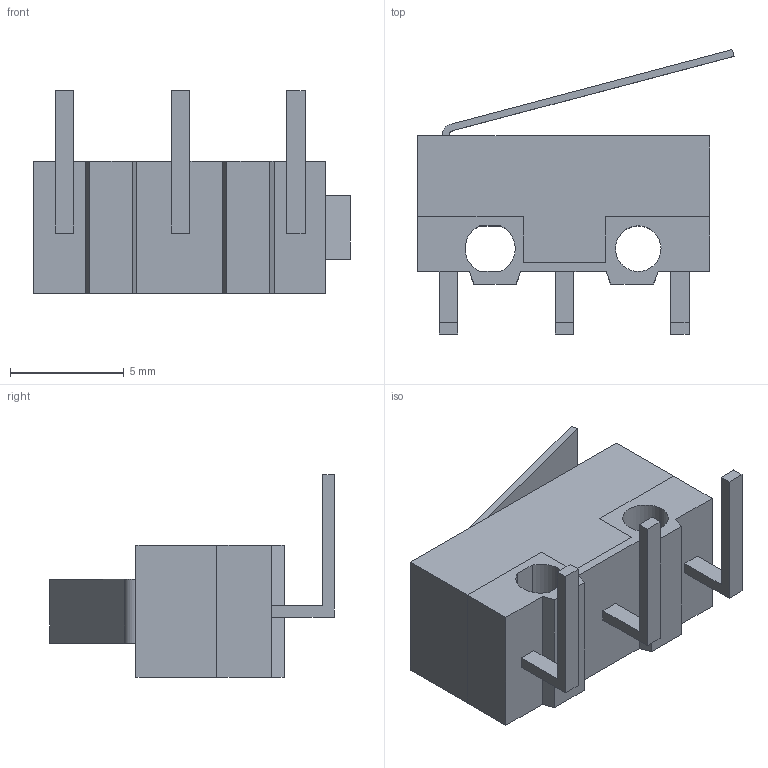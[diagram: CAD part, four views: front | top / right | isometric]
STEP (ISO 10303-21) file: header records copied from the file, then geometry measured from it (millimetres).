
FILE_DESCRIPTION(/* description */ (''),/* implementation_level */ '2;1');
FILE_NAME(/* name */ 'Little Switch - LH v2.step',/* time_stamp */ '2019-08-12T20:50:00+01:00',/* author */ (''),/* organization */ (''),/* preprocessor_version */ 'ST-DEVELOPER v18',/* originating_system */ 'Autodesk Translation Framework v8.2.0.1029',/* authorisation */ '');
FILE_SCHEMA (('AUTOMOTIVE_DESIGN { 1 0 10303 214 3 1 1 }'));
Length unit declared in the file: millimetre
Products named in the file (1): Little Switch - LH
Bounding box: 13.88 x 12.48 x 8.9 mm (x, y, z)
Volume: 436.7 mm3; surface area: 793.4 mm2
Topology: 6 solids, 6 shells, 65 faces, 159 edges, 106 vertices
Faces by surface type: plane 60, cylinder 5
Full cylindrical faces by diameter (mm): 2 x1
Entity records: 1940 total; most frequent: CARTESIAN_POINT 331, ORIENTED_EDGE 318, DIRECTION 301, EDGE_CURVE 159, LINE 149, VECTOR 149, VERTEX_POINT 106, AXIS2_PLACEMENT_3D 76
